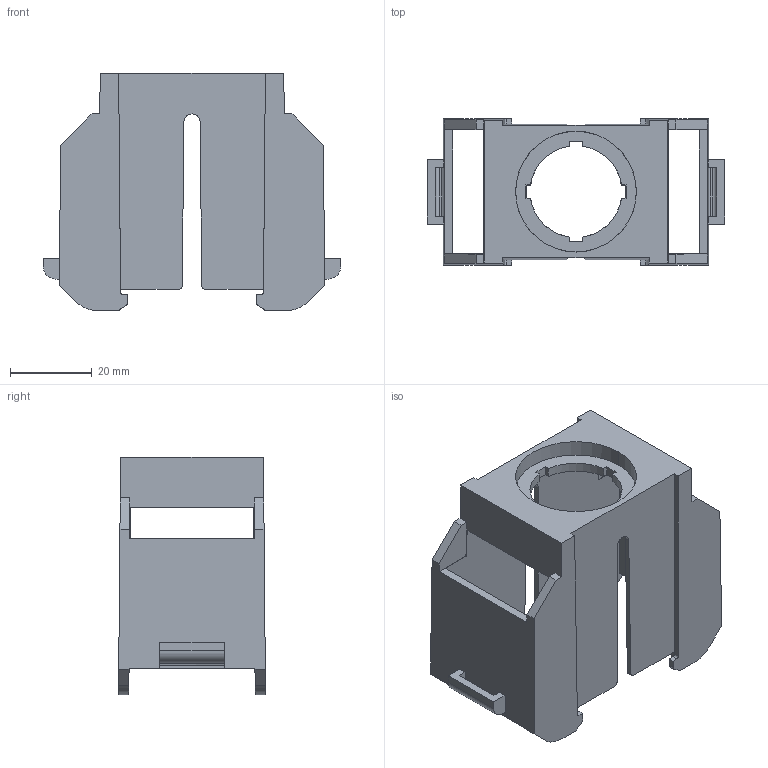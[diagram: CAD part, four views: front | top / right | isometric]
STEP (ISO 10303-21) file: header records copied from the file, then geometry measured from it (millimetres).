
FILE_DESCRIPTION((''),'2;1');
FILE_NAME('ASM0001_ASM','2022-04-12T11:52:16',('klemen.sitar'),('Audax d.o.o.'),'CREO PARAMETRIC BY PTC INC, 2021304','CREO PARAMETRIC BY PTC INC, 2021304','');
FILE_SCHEMA(('AP242_MANAGED_MODEL_BASED_3D_ENGINEERING_MIM_LF { 1 0 10303 442 1 1 4 }'));
Length unit declared in the file: metre
Products named in the file (2): PRT0001; ASM0001_ASM
Assembly tree (1 placements, depth 2):
  ASM0001_ASM
    PRT0001
Bounding box: 72.89 x 36.02 x 58.25 mm (x, y, z)
Volume: 20028 mm3; surface area: 21820.5 mm2
Topology: 1 solids, 1 shells, 161 faces, 472 edges, 310 vertices
Faces by surface type: plane 121, cylinder 28, cone 8, bspline 4
Entity records: 8641 total; most frequent: CARTESIAN_POINT 1455, ORIENTED_EDGE 944, DIRECTION 730, PRESENTATION_STYLE_ASSIGNMENT 635, STYLED_ITEM 635, CURVE_STYLE 473, EDGE_CURVE 472, VECTOR 372
